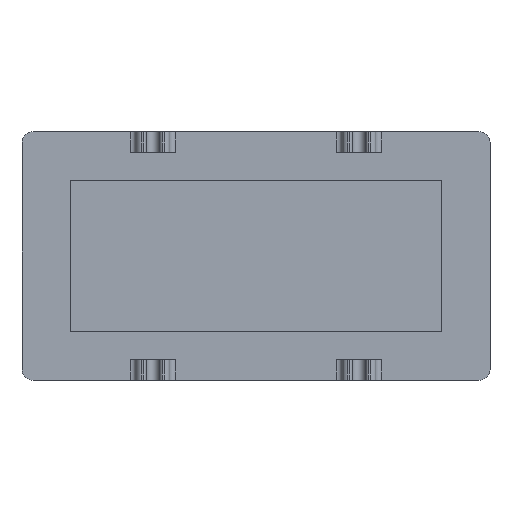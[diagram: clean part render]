
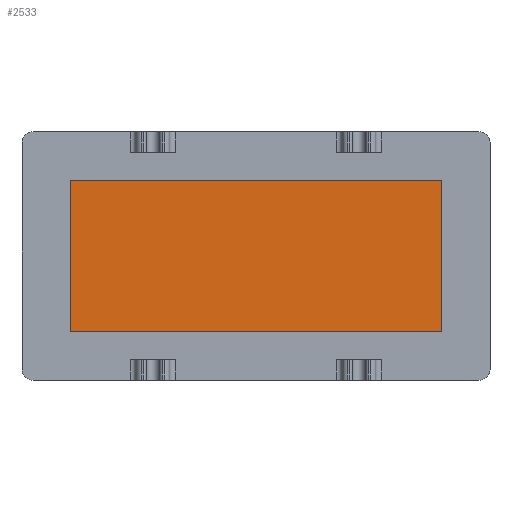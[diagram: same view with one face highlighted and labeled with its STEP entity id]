
A CAD part, top view. The second image highlights one B-rep face of the part: STEP entity #2533.
In plain terms, the highlighted planar face has unit normal (0, 0, 1).
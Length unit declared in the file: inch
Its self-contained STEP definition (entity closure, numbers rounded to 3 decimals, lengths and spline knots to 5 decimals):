
#16 = VERTEX_POINT ( 'NONE', #963 ) ;
#43 = CARTESIAN_POINT ( 'NONE',  ( 0., 0., -3.33838 ) ) ;
#89 = EDGE_LOOP ( 'NONE', ( #846, #1724, #1613, #3111 ) ) ;
#244 = CARTESIAN_POINT ( 'NONE',  ( 0.15905, -1.52896, -3.33838 ) ) ;
#262 = CARTESIAN_POINT ( 'NONE',  ( 3.52205, -0.16396, -3.33838 ) ) ;
#366 = DIRECTION ( 'NONE',  ( 0., 1., 0. ) ) ;
#421 = EDGE_CURVE ( 'NONE', #1427, #1077, #3028, .T. ) ;
#520 = LINE ( 'NONE', #2580, #3334 ) ;
#769 = DIRECTION ( 'NONE',  ( 1., 0., 0. ) ) ;
#776 = CARTESIAN_POINT ( 'NONE',  ( 3.52205, -0.16396, -3.33838 ) ) ;
#846 = ORIENTED_EDGE ( 'NONE', *, *, #2672, .F. ) ;
#888 = LINE ( 'NONE', #1936, #3060 ) ;
#963 = CARTESIAN_POINT ( 'NONE',  ( 0.15905, -0.16396, -3.33838 ) ) ;
#973 = CARTESIAN_POINT ( 'NONE',  ( 0.15905, -1.52896, -3.33838 ) ) ;
#977 = VECTOR ( 'NONE', #1735, 39.37008 ) ;
#1033 = AXIS2_PLACEMENT_3D ( 'NONE', #43, #1327, #2365 ) ;
#1040 = DIRECTION ( 'NONE',  ( 0., -1., 0. ) ) ;
#1071 = PLANE ( 'NONE',  #1033 ) ;
#1077 = VERTEX_POINT ( 'NONE', #244 ) ;
#1327 = DIRECTION ( 'NONE',  ( 0., 0., 1. ) ) ;
#1427 = VERTEX_POINT ( 'NONE', #1986 ) ;
#1613 = ORIENTED_EDGE ( 'NONE', *, *, #2090, .F. ) ;
#1724 = ORIENTED_EDGE ( 'NONE', *, *, #421, .F. ) ;
#1735 = DIRECTION ( 'NONE',  ( -1., 0., 0. ) ) ;
#1936 = CARTESIAN_POINT ( 'NONE',  ( 0.15905, -0.16396, -3.33838 ) ) ;
#1986 = CARTESIAN_POINT ( 'NONE',  ( 3.52205, -1.52896, -3.33838 ) ) ;
#2039 = EDGE_CURVE ( 'NONE', #16, #2742, #520, .T. ) ;
#2090 = EDGE_CURVE ( 'NONE', #2742, #1427, #3160, .T. ) ;
#2233 = VECTOR ( 'NONE', #1040, 39.37008 ) ;
#2365 = DIRECTION ( 'NONE',  ( 1., 0., 0. ) ) ;
#2533 = ADVANCED_FACE ( 'NONE', ( #2628 ), #1071, .T. ) ;
#2580 = CARTESIAN_POINT ( 'NONE',  ( 0.15905, -0.16396, -3.33838 ) ) ;
#2628 = FACE_OUTER_BOUND ( 'NONE', #89, .T. ) ;
#2672 = EDGE_CURVE ( 'NONE', #1077, #16, #888, .T. ) ;
#2742 = VERTEX_POINT ( 'NONE', #776 ) ;
#3028 = LINE ( 'NONE', #973, #977 ) ;
#3060 = VECTOR ( 'NONE', #366, 39.37008 ) ;
#3111 = ORIENTED_EDGE ( 'NONE', *, *, #2039, .F. ) ;
#3160 = LINE ( 'NONE', #262, #2233 ) ;
#3334 = VECTOR ( 'NONE', #769, 39.37008 ) ;
